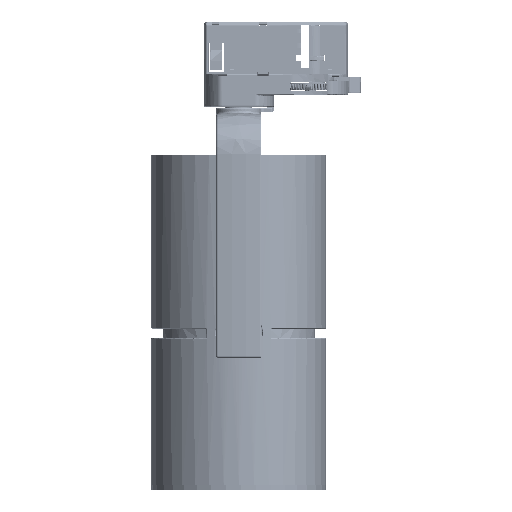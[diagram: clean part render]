
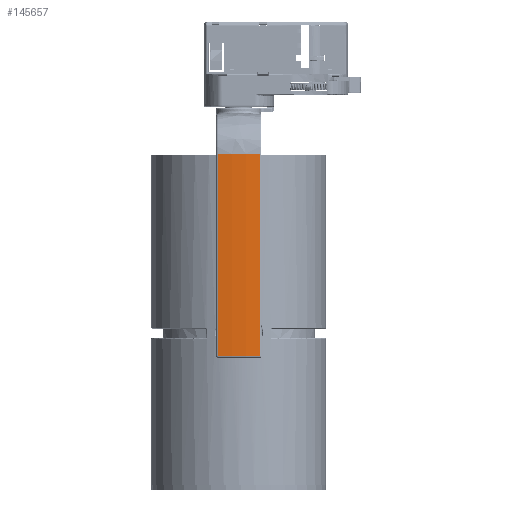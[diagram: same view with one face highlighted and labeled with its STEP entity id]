
A CAD part, left-side view. The second image highlights one B-rep face of the part: STEP entity #145657.
In plain terms, the highlighted cylindrical face has radius 85 mm (diameter 170 mm), a partial arc.
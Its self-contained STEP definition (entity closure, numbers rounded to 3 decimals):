
#11108=LINE('',#373633,#19555);
#11113=LINE('',#373755,#19560);
#19555=VECTOR('',#189491,10.);
#19560=VECTOR('',#189514,10.);
#23353=CYLINDRICAL_SURFACE('',#157938,85.);
#32112=FACE_OUTER_BOUND('',#41425,.T.);
#41425=EDGE_LOOP('',(#128933,#128934,#128935,#128936));
#48298=CIRCLE('',#157937,85.);
#48299=CIRCLE('',#157939,85.);
#66265=VERTEX_POINT('',#373477);
#66272=VERTEX_POINT('',#373509);
#66276=VERTEX_POINT('',#373626);
#66280=VERTEX_POINT('',#373751);
#87307=EDGE_CURVE('',#66276,#66265,#11108,.T.);
#87317=EDGE_CURVE('',#66272,#66280,#11113,.T.);
#87331=EDGE_CURVE('',#66276,#66280,#48298,.T.);
#87332=EDGE_CURVE('',#66265,#66272,#48299,.T.);
#128933=ORIENTED_EDGE('',*,*,#87307,.F.);
#128934=ORIENTED_EDGE('',*,*,#87331,.T.);
#128935=ORIENTED_EDGE('',*,*,#87317,.F.);
#128936=ORIENTED_EDGE('',*,*,#87332,.F.);
#145657=ADVANCED_FACE('',(#32112),#23353,.T.);
#157937=AXIS2_PLACEMENT_3D('',#373858,#189547,#189548);
#157938=AXIS2_PLACEMENT_3D('',#373859,#189549,#189550);
#157939=AXIS2_PLACEMENT_3D('',#373860,#189551,#189552);
#189491=DIRECTION('',(0.,0.,-1.));
#189514=DIRECTION('',(0.,0.,1.));
#189547=DIRECTION('center_axis',(0.,0.,
-1.));
#189548=DIRECTION('ref_axis',(-0.992,-0.129,0.));
#189549=DIRECTION('center_axis',(0.,0.,
-1.));
#189550=DIRECTION('ref_axis',(-0.992,-0.129,0.));
#189551=DIRECTION('center_axis',(0.,0.,
-1.));
#189552=DIRECTION('ref_axis',(-1.,0.,0.));
#373477=CARTESIAN_POINT('',(-51.188,12.159,-140.421));
#373509=CARTESIAN_POINT('',(-51.188,32.397,-140.421));
#373626=CARTESIAN_POINT('',(-51.188,12.159,-42.221));
#373633=CARTESIAN_POINT('',(-51.188,12.159,-141.221));
#373751=CARTESIAN_POINT('',(-51.188,32.397,-42.221));
#373755=CARTESIAN_POINT('',(-51.188,32.397,-141.221));
#373858=CARTESIAN_POINT('Origin',(33.207,22.278,-42.221));
#373859=CARTESIAN_POINT('Origin',(33.207,22.278,-141.221));
#373860=CARTESIAN_POINT('Origin',(33.207,22.278,-140.421));
